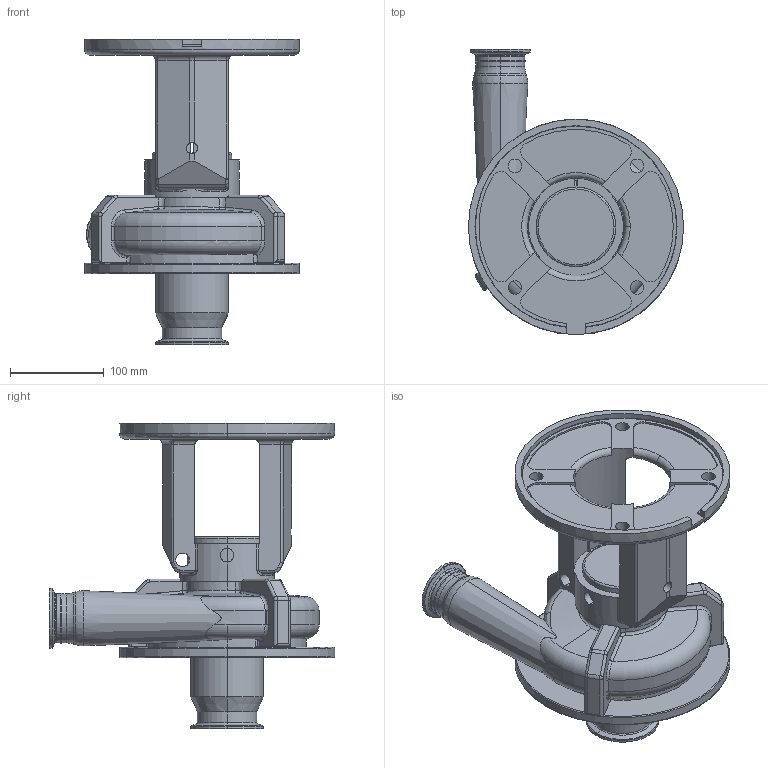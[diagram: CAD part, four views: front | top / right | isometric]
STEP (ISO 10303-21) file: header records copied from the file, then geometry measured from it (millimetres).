
FILE_DESCRIPTION (( 'STEP AP214' ), '1' );
FILE_NAME ('FPR 3521-3522 180-250TC VERT.STEP', '2022-12-21T19:50:46', ( '' ), ( '' ), 'SwSTEP 2.0', 'SolidWorks 2021', '' );
FILE_SCHEMA (( 'AUTOMOTIVE_DESIGN' ));
Length unit declared in the file: millimetre
Products named in the file (1): FPR 3521-3522 180-250TC VERT
Bounding box: 230 x 305 x 326.5 mm (x, y, z)
Volume: 3206839.3 mm3; surface area: 410716.9 mm2
Topology: 1 solids, 1 shells, 439 faces, 1133 edges, 687 vertices
Faces by surface type: cylinder 164, torus 89, plane 82, bspline 58, cone 41, sphere 5
Entity records: 18757 total; most frequent: CARTESIAN_POINT 8418, ORIENTED_EDGE 2254, DIRECTION 2136, EDGE_CURVE 1127, AXIS2_PLACEMENT_3D 886, VERTEX_POINT 687, CIRCLE 504, EDGE_LOOP 464
